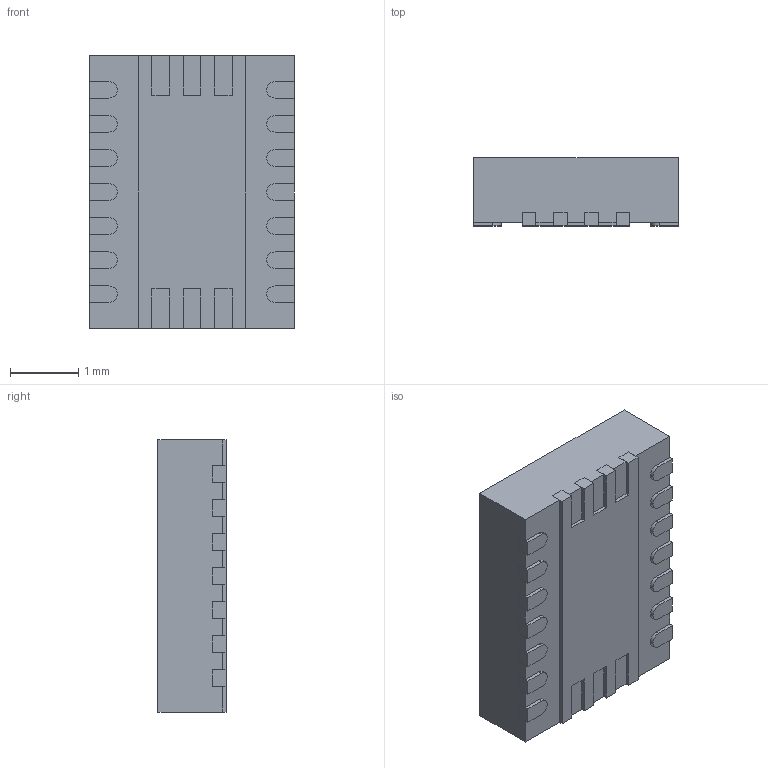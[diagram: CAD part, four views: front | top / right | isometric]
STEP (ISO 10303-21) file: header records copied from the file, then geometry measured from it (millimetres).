
FILE_DESCRIPTION (( 'STEP AP214' ), '1' );
FILE_NAME ('TPS63020DSJR.STEP', '2020-07-10T15:15:25', ( '' ), ( '' ), 'SwSTEP 2.0', 'SolidWorks 2017', '' );
FILE_SCHEMA (( 'AUTOMOTIVE_DESIGN' ));
Length unit declared in the file: millimetre
Products named in the file (1): TPS63020DSJR
Bounding box: 3 x 1 x 4 mm (x, y, z)
Volume: 11.7 mm3; surface area: 61.4 mm2
Topology: 17 solids, 17 shells, 225 faces, 570 edges, 380 vertices
Faces by surface type: plane 179, cylinder 46
Entity records: 6894 total; most frequent: CARTESIAN_POINT 1176, ORIENTED_EDGE 1140, DIRECTION 1114, EDGE_CURVE 570, VECTOR 478, LINE 478, VERTEX_POINT 380, AXIS2_PLACEMENT_3D 318
